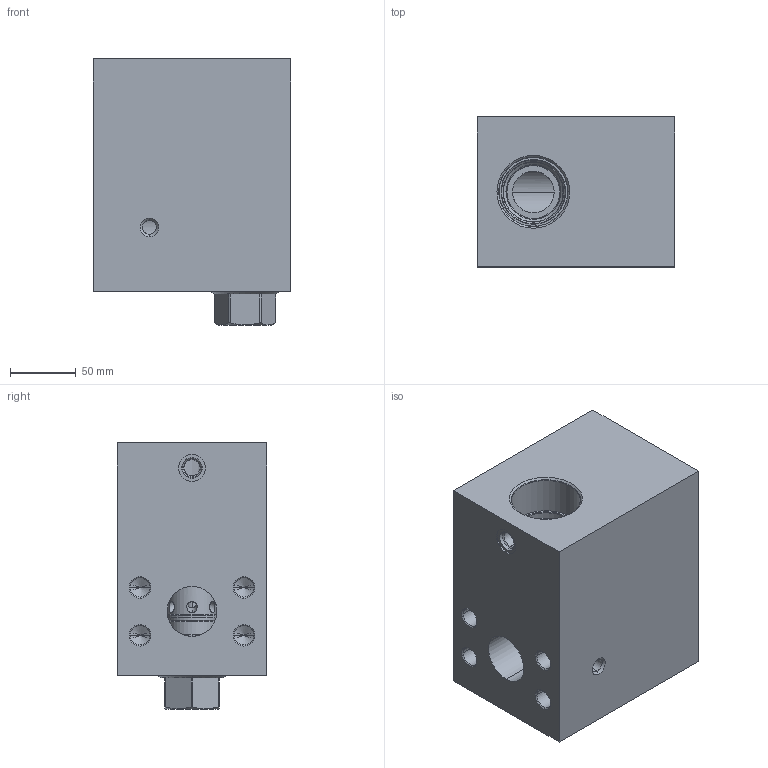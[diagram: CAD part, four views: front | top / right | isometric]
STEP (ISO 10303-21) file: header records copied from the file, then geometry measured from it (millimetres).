
FILE_DESCRIPTION((''),'2;1');
FILE_NAME('K26_ASM','2019-08-07T',('ProEService'),(''),'PRO/ENGINEER BY PARAMETRIC TECHNOLOGY CORPORATION, 2014200','PRO/ENGINEER BY PARAMETRIC TECHNOLOGY CORPORATION, 2014200','');
FILE_SCHEMA(('CONFIG_CONTROL_DESIGN'));
Length unit declared in the file: inch
Products named in the file (3): 151-932-001; CXIDXCN; K26_ASM
Assembly tree (2 placements, depth 2):
  K26_ASM
    151-932-001
    CXIDXCN
Bounding box: 150.83 x 114.3 x 203.17 mm (x, y, z)
Volume: 2611535 mm3; surface area: 220187 mm2
Topology: 4 solids, 5 shells, 331 faces, 1051 edges, 834 vertices
Faces by surface type: cylinder 137, cone 98, plane 60, torus 26, revolution 8, sphere 2
Entity records: 13000 total; most frequent: CARTESIAN_POINT 3828, DIRECTION 1989, ORIENTED_EDGE 1570, EDGE_CURVE 785, AXIS2_PLACEMENT_3D 717, VECTOR 547, LINE 547, VERTEX_POINT 486
